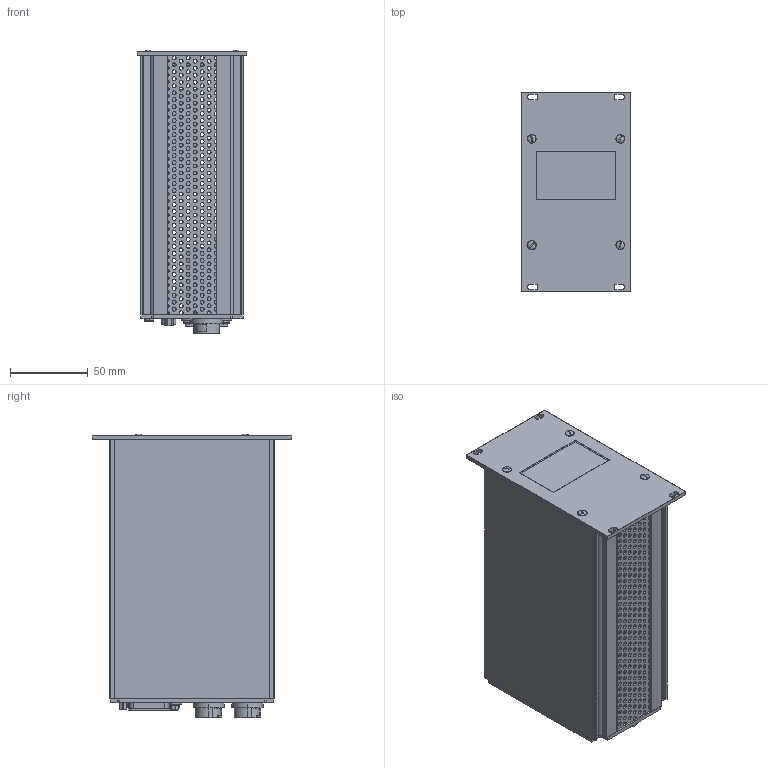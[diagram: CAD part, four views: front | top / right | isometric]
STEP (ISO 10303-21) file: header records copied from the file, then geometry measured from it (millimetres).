
FILE_DESCRIPTION (( 'STEP AP214' ), '1' );
FILE_NAME ('VD12.STEP', '2017-08-04T09:00:46', ( '' ), ( '' ), 'SwSTEP 2.0', 'SolidWorks 2016', '' );
FILE_SCHEMA (( 'AUTOMOTIVE_DESIGN' ));
Length unit declared in the file: millimetre
Products named in the file (1): VD12
Bounding box: 70.8 x 128.4 x 182.79 mm (x, y, z)
Surface area: 168324 mm2 (no closed solid volume)
Topology: 0 solids, 75 shells, 2004 faces, 6481 edges, 4548 vertices
Faces by surface type: cylinder 1486, plane 398, cone 68, bspline 27, torus 14, sphere 11
Entity records: 97055 total; most frequent: CARTESIAN_POINT 14581, DIRECTION 13594, ORIENTED_EDGE 10961, EDGE_CURVE 6479, AXIS2_PLACEMENT_3D 5312, VERTEX_POINT 4547, CIRCLE 3334, EDGE_LOOP 3019
